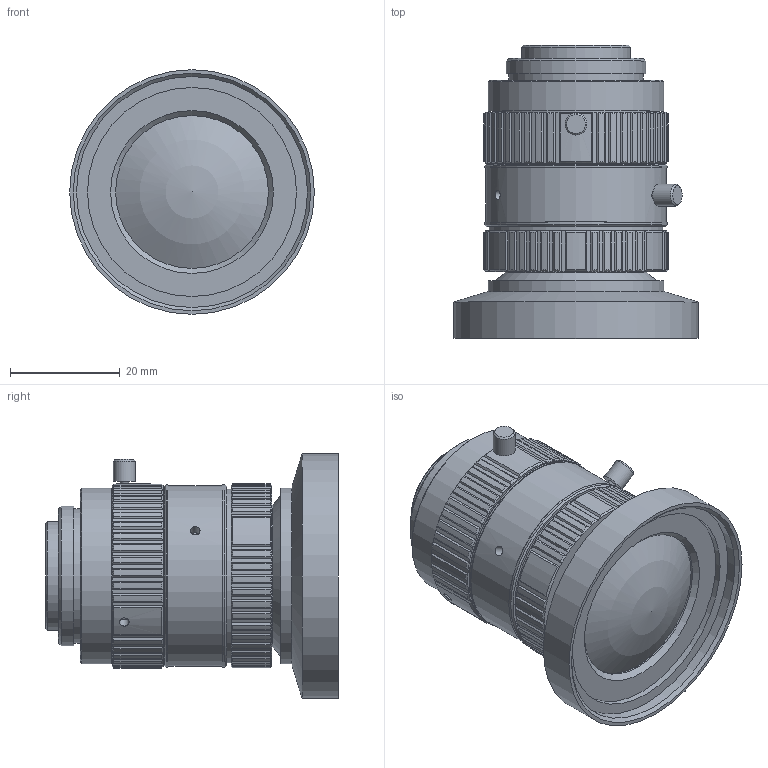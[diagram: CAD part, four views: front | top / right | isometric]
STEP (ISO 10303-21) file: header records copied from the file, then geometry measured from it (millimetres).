
FILE_DESCRIPTION(/* description */ ('Unknown'),/* implementation_level */ '2;1');
FILE_NAME(/* name */ 'H0514-MP2_Outline（L.Max）-01',/* time_stamp */ '2017-04-03T11:31:27+09:00',/* author */ ('Unknown'),/* organization */ ('Unknown'),/* preprocessor_version */ 'ST-DEVELOPER v16.7',/* originating_system */ 'DEX',/* authorisation */ $);
FILE_SCHEMA (('TECHNICAL_DATA_PACKAGING','AUTOMOTIVE_DESIGN {1 0 10303 214 3 1 1}'));
Length unit declared in the file: millimetre
Products named in the file (1): H0514-MP2_Outline（L.Max）-0
Bounding box: 44.5 x 53.27 x 44.5 mm (x, y, z)
Volume: 42860.5 mm3; surface area: 10739 mm2
Topology: 1 solids, 1 shells, 526 faces, 1183 edges, 683 vertices
Faces by surface type: plane 179, cylinder 177, cone 168, sphere 2
Full cylindrical faces by diameter (mm): 1.7 x1, 1.729 x4, 4 x2, 14.8 x1, 19.8 x1, 23 x1, 24.4 x1, 25.4 x1, 25.8 x1, 27.8 x1, 30.5 x1, 31 x1, 31.6 x1, 32 x2, 32.9 x1, 33.2 x2, 38 x1, 42 x1, 44.5 x1
Entity records: 18194 total; most frequent: CARTESIAN_POINT 3305, DIRECTION 2392, ORIENTED_EDGE 2262, EDGE_CURVE 1131, AXIS2_PLACEMENT_3D 1044, VERTEX_POINT 675, EDGE_LOOP 594, FACE_BOUND 594
